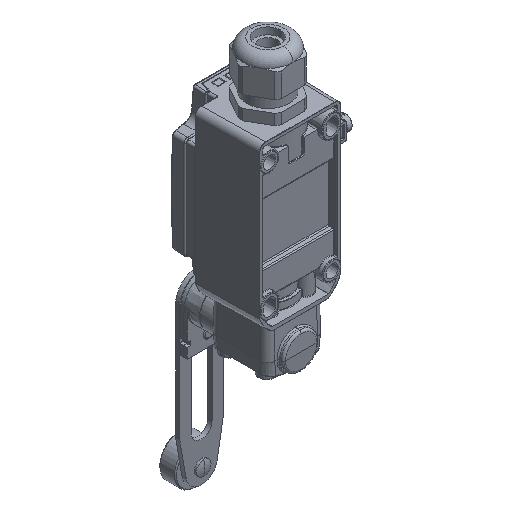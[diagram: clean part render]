
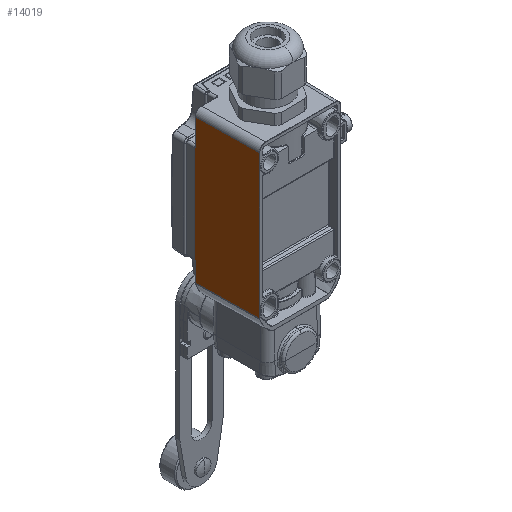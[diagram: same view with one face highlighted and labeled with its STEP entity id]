
A CAD part, isometric view. The second image highlights one B-rep face of the part: STEP entity #14019.
In plain terms, the highlighted planar face has unit normal (-1, -0.018, 0).
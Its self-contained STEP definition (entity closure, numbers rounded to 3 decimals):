
#2571=DIRECTION('',(0.,0.,1.));
#2572=VECTOR('',#2571,45.859);
#2573=CARTESIAN_POINT('',(-20.,30.5,
-22.926));
#2574=LINE('',#2573,#2572);
#2587=DIRECTION('',(0.,0.,-1.));
#2588=VECTOR('',#2587,9.089);
#2589=CARTESIAN_POINT('',(-19.996,30.297,
-23.763));
#2590=LINE('',#2589,#2588);
#2591=CARTESIAN_POINT('',(-20.,30.5,
-22.919));
#2592=CARTESIAN_POINT('',(-20.,30.491,
-22.937));
#2593=CARTESIAN_POINT('',(-20.,30.476,
-22.974));
#2594=CARTESIAN_POINT('',(-20.,30.479,
-23.028));
#2595=CARTESIAN_POINT('',(-19.999,30.451,
-23.09));
#2596=CARTESIAN_POINT('',(-19.999,30.436,
-23.159));
#2597=CARTESIAN_POINT('',(-19.998,30.411,
-23.226));
#2598=CARTESIAN_POINT('',(-19.998,30.387,
-23.302));
#2599=CARTESIAN_POINT('',(-19.998,30.358,
-23.393));
#2600=CARTESIAN_POINT('',(-19.997,30.331,
-23.495));
#2601=CARTESIAN_POINT('',(-19.997,30.311,
-23.589));
#2602=CARTESIAN_POINT('',(-19.996,30.299,
-23.681));
#2603=CARTESIAN_POINT('',(-19.996,30.297,
-23.736));
#2604=CARTESIAN_POINT('',(-19.996,30.297,
-23.763));
#2606=CARTESIAN_POINT('',(-20.,30.502,22.941));
#2607=CARTESIAN_POINT('',(-20.,30.49,22.97));
#2608=CARTESIAN_POINT('',(-19.999,30.47,23.029));
#2609=CARTESIAN_POINT('',(-19.999,30.433,23.118));
#2610=CARTESIAN_POINT('',(-19.998,30.402,23.197));
#2611=CARTESIAN_POINT('',(-19.998,30.374,23.272));
#2612=CARTESIAN_POINT('',(-19.997,30.35,23.344));
#2613=CARTESIAN_POINT('',(-19.997,30.33,23.412));
#2614=CARTESIAN_POINT('',(-19.997,30.315,23.477));
#2615=CARTESIAN_POINT('',(-19.997,30.304,23.538));
#2616=CARTESIAN_POINT('',(-19.996,30.298,23.596));
#2617=CARTESIAN_POINT('',(-19.996,30.297,23.632));
#2618=CARTESIAN_POINT('',(-19.996,30.297,23.65));
#2620=DIRECTION('',(0.,0.,1.));
#2621=VECTOR('',#2620,12.35);
#2622=CARTESIAN_POINT('',(-19.996,30.297,23.65));
#2623=LINE('',#2622,#2621);
#2624=DIRECTION('',(0.017,-1.,0.));
#2625=VECTOR('',#2624,30.203);
#2626=CARTESIAN_POINT('',(-19.996,30.297,36.));
#2627=LINE('',#2626,#2625);
#2628=DIRECTION('',(0.,0.,-1.));
#2629=VECTOR('',#2628,68.771);
#2630=CARTESIAN_POINT('',(-19.469,0.098,
36.));
#2631=LINE('',#2630,#2629);
#2632=CARTESIAN_POINT('',(-19.996,30.297,
-32.852));
#2633=CARTESIAN_POINT('',(-19.938,26.961,
-32.843));
#2634=CARTESIAN_POINT('',(-19.822,20.277,
-32.825));
#2635=CARTESIAN_POINT('',(-19.646,10.211,
-32.799));
#2636=CARTESIAN_POINT('',(-19.528,3.473,
-32.781));
#2637=CARTESIAN_POINT('',(-19.469,0.098,
-32.771));
#3215=CARTESIAN_POINT('',(-19.469,0.098,
36.));
#3253=CARTESIAN_POINT('',(-19.996,30.297,
-32.852));
#11187=VERTEX_POINT('',#3215);
#11190=CARTESIAN_POINT('',(-19.469,0.098,
-32.771));
#11191=VERTEX_POINT('',#11190);
#11309=CARTESIAN_POINT('',(-20.,30.5,
-22.926));
#11310=VERTEX_POINT('',#11309);
#11337=CARTESIAN_POINT('',(-20.,30.505,
22.932));
#11338=VERTEX_POINT('',#11337);
#11341=CARTESIAN_POINT('',(-19.996,30.297,
36.));
#11342=VERTEX_POINT('',#11341);
#11353=CARTESIAN_POINT('',(-19.996,30.297,
23.65));
#11354=VERTEX_POINT('',#11353);
#11392=VERTEX_POINT('',#3253);
#11394=CARTESIAN_POINT('',(-19.996,30.297,
-23.763));
#11395=VERTEX_POINT('',#11394);
#13997=CARTESIAN_POINT('',(-20.,30.5,-33.));
#13998=DIRECTION('',(-1.,-0.017,0.));
#13999=DIRECTION('',(0.,0.,1.));
#14000=AXIS2_PLACEMENT_3D('',#13997,#13998,#13999);
#14001=PLANE('',#14000);
#14003=ORIENTED_EDGE('',*,*,#14002,.F.);
#14005=ORIENTED_EDGE('',*,*,#14004,.F.);
#14006=ORIENTED_EDGE('',*,*,#13986,.T.);
#14008=ORIENTED_EDGE('',*,*,#14007,.T.);
#14010=ORIENTED_EDGE('',*,*,#14009,.T.);
#14012=ORIENTED_EDGE('',*,*,#14011,.T.);
#14014=ORIENTED_EDGE('',*,*,#14013,.T.);
#14016=ORIENTED_EDGE('',*,*,#14015,.F.);
#14017=EDGE_LOOP('',(#14003,#14005,#14006,#14008,#14010,#14012,#14014,#14016));
#14018=FACE_OUTER_BOUND('',#14017,.F.);
#2605=B_SPLINE_CURVE_WITH_KNOTS('',3,(#2591,#2592,#2593,#2594,#2595,#2596,#2597,
#2598,#2599,#2600,#2601,#2602,#2603,#2604),.UNSPECIFIED.,.F.,.F.,(4,1,1,1,1,1,1,
1,1,1,1,4),(0.,0.091,0.182,0.273,
0.364,0.455,0.545,0.636,
0.727,0.818,0.909,1.),.UNSPECIFIED.);
#2619=B_SPLINE_CURVE_WITH_KNOTS('',3,(#2606,#2607,#2608,#2609,#2610,#2611,#2612,
#2613,#2614,#2615,#2616,#2617,#2618),.UNSPECIFIED.,.F.,.F.,(4,1,1,1,1,1,1,1,1,1,
4),(0.,0.1,0.2,0.3,0.4,0.5,0.6,0.7,0.8,0.9,1.),
.UNSPECIFIED.);
#2638=B_SPLINE_CURVE_WITH_KNOTS('',3,(#2632,#2633,#2634,#2635,#2636,#2637),
.UNSPECIFIED.,.F.,.F.,(4,1,1,4),(0.,0.333,0.667,1.),
.UNSPECIFIED.);
#13986=EDGE_CURVE('',#11310,#11338,#2574,.T.);
#14002=EDGE_CURVE('',#11395,#11392,#2590,.T.);
#14004=EDGE_CURVE('',#11310,#11395,#2605,.T.);
#14007=EDGE_CURVE('',#11338,#11354,#2619,.T.);
#14009=EDGE_CURVE('',#11354,#11342,#2623,.T.);
#14011=EDGE_CURVE('',#11342,#11187,#2627,.T.);
#14013=EDGE_CURVE('',#11187,#11191,#2631,.T.);
#14015=EDGE_CURVE('',#11392,#11191,#2638,.T.);
#14019=ADVANCED_FACE('',(#14018),#14001,.T.);
